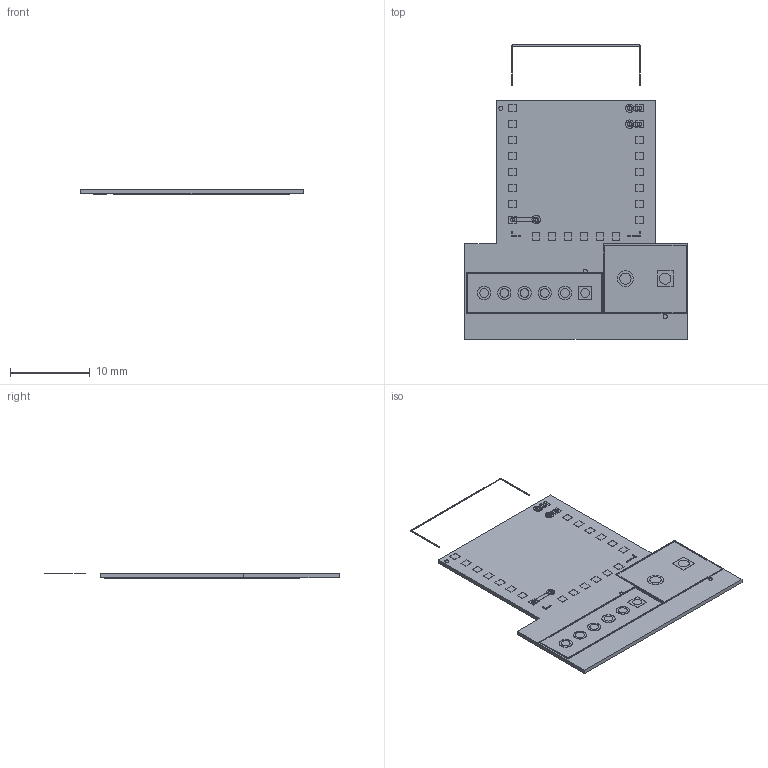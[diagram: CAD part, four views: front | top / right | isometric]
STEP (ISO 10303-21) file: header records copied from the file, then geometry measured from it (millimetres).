
FILE_DESCRIPTION( ( '' ), ' ' );
FILE_NAME( '5971f3e8cb50c511a8b6ab28.step', '2017-07-21T12:30:33', ( '' ), ( '' ), ' ', ' ', ' ' );
FILE_SCHEMA( ( 'AUTOMOTIVE_DESIGN { 1 0 10303 214 1 1 1 1 }' ) );
Length unit declared in the file: metre
Products named in the file (130): Assem1; Open CASCADE STEP translator 6.8 1; Open CASCADE STEP translator 6.8 2; Open CASCADE STEP translator 6.8 3; Open CASCADE STEP translator 6.8 4; Open CASCADE STEP translator 6.8 5; Open CASCADE STEP translator 6.8 6; Open CASCADE STEP translator 6.8 7; Open CASCADE STEP translator 6.8 8; Open CASCADE STEP translator 6.8 9; Open CASCADE STEP translator 6.8 10; Open CASCADE STEP translator 6.8 11; Open CASCADE STEP translator 6.8 12; Open CASCADE STEP translator 6.8 13; Open CASCADE STEP translator 6.8 14; Open CASCADE STEP translator 6.8 15; Open CASCADE STEP translator 6.8 16; Open CASCADE STEP translator 6.8 17; Open CASCADE STEP translator 6.8 18; Open CASCADE STEP translator 6.8 19; Open CASCADE STEP translator 6.8 20; Open CASCADE STEP translator 6.8 21; Open CASCADE STEP translator 6.8 22; Open CASCADE STEP translator 6.8 23; Open CASCADE STEP translator 6.8 24; Open CASCADE STEP translator 6.8 25; Open CASCADE STEP translator 6.8 26; Open CASCADE STEP translator 6.8 27; Open CASCADE STEP translator 6.8 28; Open CASCADE STEP translator 6.8 29; Open CASCADE STEP translator 6.8 30; Open CASCADE STEP translator 6.8 31; Open CASCADE STEP translator 6.8 32; Open CASCADE STEP translator 6.8 33; Open CASCADE STEP translator 6.8 34; Open CASCADE STEP translator 6.8 35; Open CASCADE STEP translator 6.8 36; Open CASCADE STEP translator 6.8 37; Open CASCADE STEP translator 6.8 38; Open CASCADE STEP translator 6.8 39 ...
Assembly tree (129 placements, depth 2):
  Assem1
    Open CASCADE STEP translator 6.8 1
    Open CASCADE STEP translator 6.8 2
    Open CASCADE STEP translator 6.8 3
    Open CASCADE STEP translator 6.8 4
    Open CASCADE STEP translator 6.8 5
    Open CASCADE STEP translator 6.8 6
    Open CASCADE STEP translator 6.8 7
    Open CASCADE STEP translator 6.8 8
    Open CASCADE STEP translator 6.8 9
    Open CASCADE STEP translator 6.8 10
    Open CASCADE STEP translator 6.8 11
    Open CASCADE STEP translator 6.8 12
    Open CASCADE STEP translator 6.8 13
    Open CASCADE STEP translator 6.8 14
    Open CASCADE STEP translator 6.8 15
    Open CASCADE STEP translator 6.8 16
    Open CASCADE STEP translator 6.8 17
    Open CASCADE STEP translator 6.8 18
    Open CASCADE STEP translator 6.8 19
    Open CASCADE STEP translator 6.8 20
    Open CASCADE STEP translator 6.8 21
    Open CASCADE STEP translator 6.8 22
    Open CASCADE STEP translator 6.8 23
    Open CASCADE STEP translator 6.8 24
    Open CASCADE STEP translator 6.8 25
    Open CASCADE STEP translator 6.8 26
    Open CASCADE STEP translator 6.8 27
    Open CASCADE STEP translator 6.8 28
    Open CASCADE STEP translator 6.8 29
    Open CASCADE STEP translator 6.8 30
    Open CASCADE STEP translator 6.8 31
    Open CASCADE STEP translator 6.8 32
    Open CASCADE STEP translator 6.8 33
    Open CASCADE STEP translator 6.8 34
    Open CASCADE STEP translator 6.8 35
    Open CASCADE STEP translator 6.8 36
    Open CASCADE STEP translator 6.8 37
    Open CASCADE STEP translator 6.8 38
    Open CASCADE STEP translator 6.8 39
    Open CASCADE STEP translator 6.8 40
    Open CASCADE STEP translator 6.8 41
    Open CASCADE STEP translator 6.8 42
    Open CASCADE STEP translator 6.8 43
    Open CASCADE STEP translator 6.8 44
    Open CASCADE STEP translator 6.8 45
    Open CASCADE STEP translator 6.8 46
    Open CASCADE STEP translator 6.8 47
    Open CASCADE STEP translator 6.8 48
    Open CASCADE STEP translator 6.8 49
    Open CASCADE STEP translator 6.8 50
    Open CASCADE STEP translator 6.8 51
    Open CASCADE STEP translator 6.8 52
    Open CASCADE STEP translator 6.8 53
    Open CASCADE STEP translator 6.8 54
    Open CASCADE STEP translator 6.8 55
    Open CASCADE STEP translator 6.8 56
    Open CASCADE STEP translator 6.8 57
    Open CASCADE STEP translator 6.8 58
    Open CASCADE STEP translator 6.8 59
Bounding box: 28 x 37 x 0.6 mm (x, y, z)
Volume: 364.1 mm3; surface area: 1781.9 mm2
Topology: 129 solids, 129 shells, 548 faces, 870 edges, 580 vertices
Faces by surface type: plane 470, cylinder 78
Full cylindrical faces by diameter (mm): 0.15 x22, 0.5 x3, 0.508 x24, 0.635 x3, 1.067 x6, 1.1 x6, 1.4 x2, 1.65 x10, 2 x2
Entity records: 22354 total; most frequent: DIRECTION 2304, CARTESIAN_POINT 2050, ORIENTED_EDGE 1584, STYLED_ITEM 1340, PRESENTATION_STYLE_ASSIGNMENT 1340, COLOUR_RGB 1340, AXIS2_PLACEMENT_3D 834, EDGE_CURVE 792
